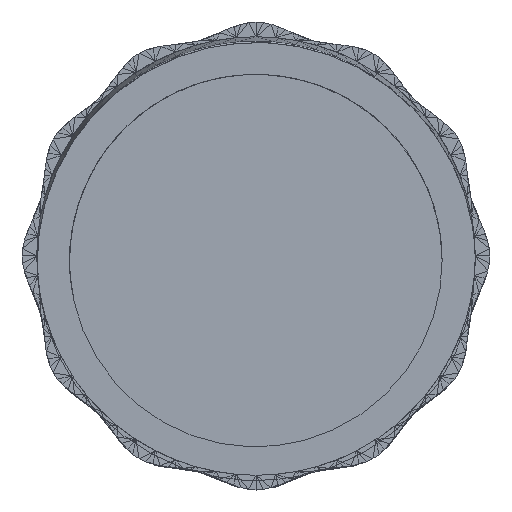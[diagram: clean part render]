
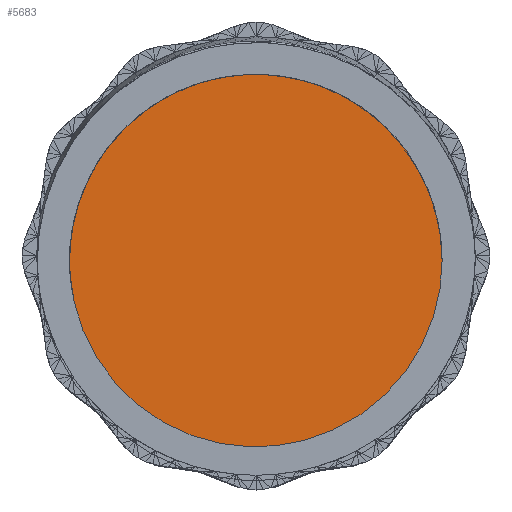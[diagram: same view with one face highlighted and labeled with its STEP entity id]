
A CAD part, top view. The second image highlights one B-rep face of the part: STEP entity #5683.
In plain terms, the highlighted planar face has unit normal (0, 0, -1).
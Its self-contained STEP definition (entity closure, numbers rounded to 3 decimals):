
#5683=ADVANCED_FACE('',(#11669),#62800,.T.);
#11669=FACE_OUTER_BOUND('',#17655,.T.);
#17655=EDGE_LOOP('',(#23655));
#23655=ORIENTED_EDGE('',*,*,#41603,.T.);
#41603=EDGE_CURVE('',#59724,#59724,#59700,.T.);
#59700=(
BOUNDED_CURVE()
B_SPLINE_CURVE(2,(#64009,#64010,#64011,#64012,#64013,#64014,#64015,#64016,
#64017),.UNSPECIFIED.,.T.,.F.)
B_SPLINE_CURVE_WITH_KNOTS((3,2,2,2,3),(-337.732,-253.299,
-168.866,-84.433,0.),.UNSPECIFIED.)
CURVE()
GEOMETRIC_REPRESENTATION_ITEM()
RATIONAL_B_SPLINE_CURVE((1.,0.707,1.,0.707,1.,0.707,
1.,0.707,1.))
REPRESENTATION_ITEM('')
);
#59724=VERTEX_POINT('',#64008);
#62800=PLANE('',#63169);
#63169=AXIS2_PLACEMENT_3D('',#64007,#63523,$);
#63523=DIRECTION('',(0.,0.,-1.));
#64007=CARTESIAN_POINT('',(-54.891,53.513,0.));
#64008=CARTESIAN_POINT('',(53.687,-1.314,0.));
#64009=CARTESIAN_POINT('',(53.687,-1.314,0.));
#64010=CARTESIAN_POINT('',(53.687,-55.066,0.));
#64011=CARTESIAN_POINT('',(-0.064,-55.066,0.));
#64012=CARTESIAN_POINT('',(-53.816,-55.066,0.));
#64013=CARTESIAN_POINT('',(-53.816,-1.314,0.));
#64014=CARTESIAN_POINT('',(-53.816,52.438,0.));
#64015=CARTESIAN_POINT('',(-0.064,52.438,0.));
#64016=CARTESIAN_POINT('',(53.687,52.438,0.));
#64017=CARTESIAN_POINT('',(53.687,-1.314,0.));
